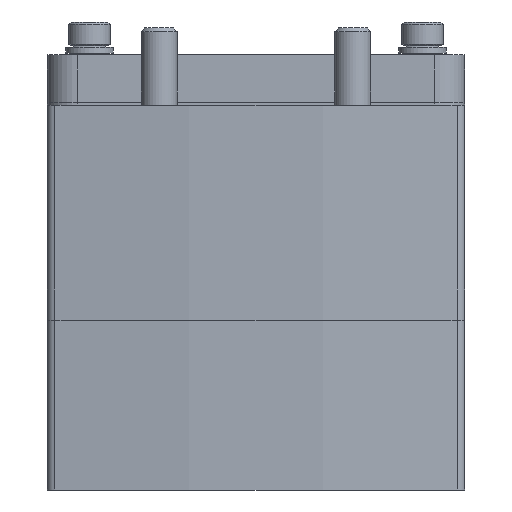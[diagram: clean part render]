
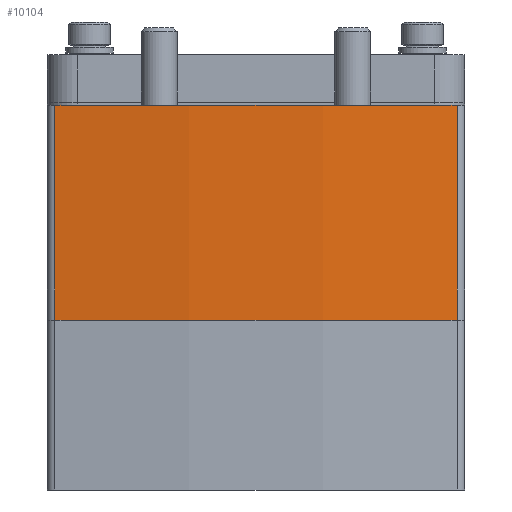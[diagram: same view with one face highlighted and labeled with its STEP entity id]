
A CAD part, front view. The second image highlights one B-rep face of the part: STEP entity #10104.
In plain terms, the highlighted cylindrical face has radius 230 mm (diameter 460 mm), a partial arc.
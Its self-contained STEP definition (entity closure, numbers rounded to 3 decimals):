
#610=LINE('',#15840,#1253);
#611=LINE('',#15842,#1254);
#1253=VECTOR('',#12568,1000.);
#1254=VECTOR('',#12571,1000.);
#2350=ORIENTED_EDGE('',*,*,#5131,.T.);
#2351=ORIENTED_EDGE('',*,*,#5143,.F.);
#2352=ORIENTED_EDGE('',*,*,#5070,.F.);
#2353=ORIENTED_EDGE('',*,*,#5142,.T.);
#5070=EDGE_CURVE('',#6461,#6462,#7447,.T.);
#5131=EDGE_CURVE('',#6516,#6515,#7478,.T.);
#5142=EDGE_CURVE('',#6461,#6516,#610,.T.);
#5143=EDGE_CURVE('',#6462,#6515,#611,.T.);
#6461=VERTEX_POINT('',#15696);
#6462=VERTEX_POINT('',#15698);
#6515=VERTEX_POINT('',#15817);
#6516=VERTEX_POINT('',#15819);
#7447=CIRCLE('',#10933,230.);
#7478=CIRCLE('',#10973,230.);
#8100=EDGE_LOOP('',(#2350,#2351,#2352,#2353));
#8995=FACE_BOUND('',#8100,.T.);
#9866=CYLINDRICAL_SURFACE('',#10984,230.);
#10104=ADVANCED_FACE('',(#8995),#9866,.T.);
#10933=AXIS2_PLACEMENT_3D('',#15697,#12433,#12434);
#10973=AXIS2_PLACEMENT_3D('',#15818,#12540,#12541);
#10984=AXIS2_PLACEMENT_3D('',#15841,#12569,#12570);
#12433=DIRECTION('',(0.,1.,0.));
#12434=DIRECTION('',(1.,0.,0.));
#12540=DIRECTION('',(0.,1.,0.));
#12541=DIRECTION('',(1.,0.,0.));
#12568=DIRECTION('',(0.,-1.,0.));
#12569=DIRECTION('',(0.,-1.,0.));
#12570=DIRECTION('',(0.,0.,-1.));
#12571=DIRECTION('',(0.,-1.,0.));
#15696=CARTESIAN_POINT('',(33.72,36.,-171.015));
#15697=CARTESIAN_POINT('',(0.,36.,56.5));
#15698=CARTESIAN_POINT('',(-33.72,36.,-171.015));
#15817=CARTESIAN_POINT('',(-33.72,0.,-171.015));
#15818=CARTESIAN_POINT('',(0.,0.,56.5));
#15819=CARTESIAN_POINT('',(33.72,0.,-171.015));
#15840=CARTESIAN_POINT('',(33.72,36.,-171.015));
#15841=CARTESIAN_POINT('',(0.,36.,56.5));
#15842=CARTESIAN_POINT('',(-33.72,36.,-171.015));
